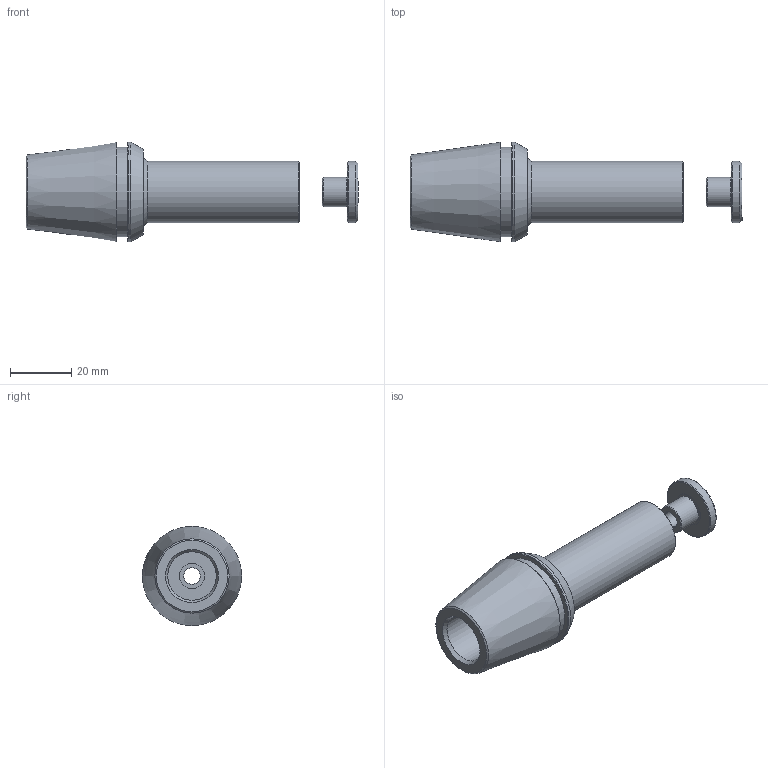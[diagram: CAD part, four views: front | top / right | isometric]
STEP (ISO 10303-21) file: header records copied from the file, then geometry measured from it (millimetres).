
FILE_DESCRIPTION(/* description */ (''),/* implementation_level */ '2;1');
FILE_NAME(/* name */ 'ER32-SSA.375-2.0.step',/* time_stamp */ '2025-10-31T09:25:11-05:00',/* author */ (''),/* organization */ (''),/* preprocessor_version */ 'ST-DEVELOPER v20.1',/* originating_system */ 'Autodesk Translation Framework v14.17.0.0',/* authorisation */ '');
FILE_SCHEMA (('AUTOMOTIVE_DESIGN { 1 0 10303 214 3 1 1 }'));
Length unit declared in the file: inch
Products named in the file (3): ER32-ER11-1.5M; ER32-ER11-2.0 v4; SSA 3/8-CAP
Assembly tree (2 placements, depth 2):
  ER32-ER11-1.5M
    ER32-ER11-2.0 v4
    SSA 3/8-CAP
Bounding box: 108.38 x 32.41 x 32.41 mm (x, y, z)
Volume: 36419.7 mm3; surface area: 11479.9 mm2
Topology: 2 solids, 2 shells, 55 faces, 112 edges, 69 vertices
Faces by surface type: cone 23, cylinder 20, plane 12
Full cylindrical faces by diameter (mm): 1.905 x8, 5.334 x2, 8.23 x1, 9.268 x1, 9.522 x1, 9.525 x1, 11.046 x1, 15.799 x1, 20.066 x2, 29.185 x1, 32.41 x1
Entity records: 1529 total; most frequent: DIRECTION 285, CARTESIAN_POINT 233, ORIENTED_EDGE 208, AXIS2_PLACEMENT_3D 121, EDGE_CURVE 104, EDGE_LOOP 75, VERTEX_POINT 69, CIRCLE 61
